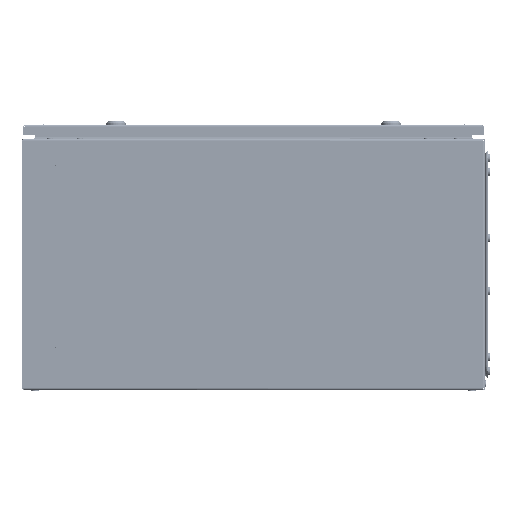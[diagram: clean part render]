
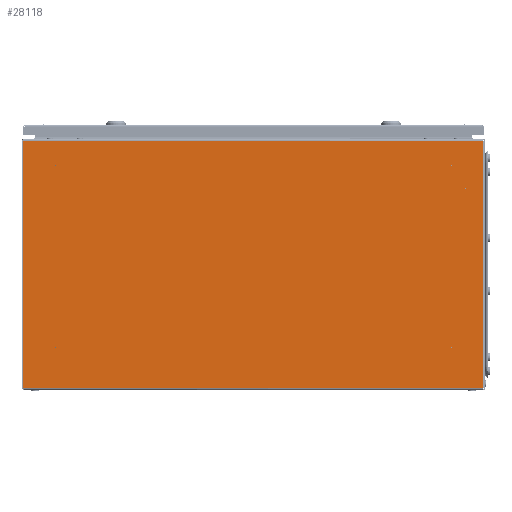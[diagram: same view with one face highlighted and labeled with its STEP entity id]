
A CAD part, left-side view. The second image highlights one B-rep face of the part: STEP entity #28118.
In plain terms, the highlighted planar face has unit normal (-1, 0, 0).
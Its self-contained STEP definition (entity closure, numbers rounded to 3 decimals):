
#2098 = CARTESIAN_POINT ( 'NONE',  ( -250., 348.246, 3.4 ) ) ;
#2445 = ORIENTED_EDGE ( 'NONE', *, *, #55215, .F. ) ;
#2760 = EDGE_LOOP ( 'NONE', ( #108250, #2445 ) ) ;
#3422 = AXIS2_PLACEMENT_3D ( 'NONE', #65398, #73937, #14422 ) ;
#5220 = EDGE_CURVE ( 'NONE', #98061, #58399, #76206, .T. ) ;
#5956 = ORIENTED_EDGE ( 'NONE', *, *, #52434, .F. ) ;
#6484 = DIRECTION ( 'NONE',  ( 0., 1., 0. ) ) ;
#6707 = FACE_BOUND ( 'NONE', #110142, .T. ) ;
#6784 = CARTESIAN_POINT ( 'NONE',  ( -250., -299., 63.717 ) ) ;
#8102 = FACE_OUTER_BOUND ( 'NONE', #78592, .T. ) ;
#8192 = CARTESIAN_POINT ( 'NONE',  ( -250., -320., 305. ) ) ;
#9498 = VERTEX_POINT ( 'NONE', #97763 ) ;
#10185 = VERTEX_POINT ( 'NONE', #2098 ) ;
#12582 = AXIS2_PLACEMENT_3D ( 'NONE', #27848, #87816, #95324 ) ;
#12901 = EDGE_CURVE ( 'NONE', #68588, #10185, #38387, .T. ) ;
#13251 = AXIS2_PLACEMENT_3D ( 'NONE', #22849, #31796, #108540 ) ;
#13426 = FACE_BOUND ( 'NONE', #2760, .T. ) ;
#14422 = DIRECTION ( 'NONE',  ( 0., 1., 0. ) ) ;
#17109 = EDGE_CURVE ( 'NONE', #9498, #69754, #40637, .T. ) ;
#19999 = DIRECTION ( 'NONE',  ( -1., 0., 0. ) ) ;
#20350 = DIRECTION ( 'NONE',  ( 0., 1., 0. ) ) ;
#20856 = CIRCLE ( 'NONE', #80556, 0.883 ) ;
#22829 = EDGE_CURVE ( 'NONE', #10185, #98673, #101179, .T. ) ;
#22849 = CARTESIAN_POINT ( 'NONE',  ( -250., -350., 376.6 ) ) ;
#23006 = CIRCLE ( 'NONE', #48642, 0.883 ) ;
#23677 = CARTESIAN_POINT ( 'NONE',  ( -250., 299., 340.483 ) ) ;
#23709 = VECTOR ( 'NONE', #74454, 1000. ) ;
#24685 = DIRECTION ( 'NONE',  ( -1., 0., 0. ) ) ;
#25056 = DIRECTION ( 'NONE',  ( 0., 1., 0. ) ) ;
#25460 = DIRECTION ( 'NONE',  ( 0., 1., 0. ) ) ;
#26326 = ORIENTED_EDGE ( 'NONE', *, *, #50375, .F. ) ;
#26776 = DIRECTION ( 'NONE',  ( -1., 0., 0. ) ) ;
#27058 = CARTESIAN_POINT ( 'NONE',  ( -250., -299., 65.483 ) ) ;
#27363 = ORIENTED_EDGE ( 'NONE', *, *, #45997, .F. ) ;
#27848 = CARTESIAN_POINT ( 'NONE',  ( -250., -299., 64.6 ) ) ;
#28118 = ADVANCED_FACE ( 'NONE', ( #59945, #33309, #6707, #13426, #71906, #8102 ), #99999, .F. ) ;
#28512 = EDGE_CURVE ( 'NONE', #58399, #98061, #85282, .T. ) ;
#28610 = EDGE_CURVE ( 'NONE', #69886, #98673, #52944, .T. ) ;
#29518 = EDGE_CURVE ( 'NONE', #53175, #91237, #32335, .T. ) ;
#31796 = DIRECTION ( 'NONE',  ( 1., 0., 0. ) ) ;
#32241 = CARTESIAN_POINT ( 'NONE',  ( -250., 348.246, 376.6 ) ) ;
#32335 = CIRCLE ( 'NONE', #12582, 0.883 ) ;
#32451 = CARTESIAN_POINT ( 'NONE',  ( -250., 299., 338.717 ) ) ;
#33309 = FACE_BOUND ( 'NONE', #84179, .T. ) ;
#33547 = AXIS2_PLACEMENT_3D ( 'NONE', #49158, #48407, #6484 ) ;
#35268 = ORIENTED_EDGE ( 'NONE', *, *, #80244, .F. ) ;
#35330 = CARTESIAN_POINT ( 'NONE',  ( -250., 299., 339.6 ) ) ;
#36850 = CARTESIAN_POINT ( 'NONE',  ( -250., 299., 64.6 ) ) ;
#38387 = LINE ( 'NONE', #85090, #103716 ) ;
#39143 = EDGE_LOOP ( 'NONE', ( #35268, #96058 ) ) ;
#40637 = CIRCLE ( 'NONE', #99662, 0.883 ) ;
#40682 = CIRCLE ( 'NONE', #82825, 0.883 ) ;
#41306 = ORIENTED_EDGE ( 'NONE', *, *, #5220, .F. ) ;
#41982 = ORIENTED_EDGE ( 'NONE', *, *, #12901, .F. ) ;
#44170 = CARTESIAN_POINT ( 'NONE',  ( -250., -320., 305. ) ) ;
#45997 = EDGE_CURVE ( 'NONE', #69886, #68588, #87731, .T. ) ;
#46695 = DIRECTION ( 'NONE',  ( 0., 0., 1. ) ) ;
#48407 = DIRECTION ( 'NONE',  ( -1., 0., 0. ) ) ;
#48642 = AXIS2_PLACEMENT_3D ( 'NONE', #36850, #54386, #54760 ) ;
#48711 = VERTEX_POINT ( 'NONE', #32451 ) ;
#48868 = ORIENTED_EDGE ( 'NONE', *, *, #29518, .F. ) ;
#49158 = CARTESIAN_POINT ( 'NONE',  ( -250., -299., 64.6 ) ) ;
#49405 = CARTESIAN_POINT ( 'NONE',  ( -250., -346.6, 394.992 ) ) ;
#50375 = EDGE_CURVE ( 'NONE', #48711, #90187, #20856, .T. ) ;
#52083 = DIRECTION ( 'NONE',  ( 0., 1., 0. ) ) ;
#52434 = EDGE_CURVE ( 'NONE', #91237, #53175, #95168, .T. ) ;
#52944 = LINE ( 'NONE', #99116, #78354 ) ;
#53175 = VERTEX_POINT ( 'NONE', #27058 ) ;
#54386 = DIRECTION ( 'NONE',  ( -1., 0., 0. ) ) ;
#54760 = DIRECTION ( 'NONE',  ( 0., 1., 0. ) ) ;
#55215 = EDGE_CURVE ( 'NONE', #105750, #68066, #23006, .T. ) ;
#57164 = ORIENTED_EDGE ( 'NONE', *, *, #28610, .T. ) ;
#57863 = CARTESIAN_POINT ( 'NONE',  ( -250., 299., 339.6 ) ) ;
#58399 = VERTEX_POINT ( 'NONE', #73287 ) ;
#59945 = FACE_BOUND ( 'NONE', #39143, .T. ) ;
#61699 = CARTESIAN_POINT ( 'NONE',  ( -250., 299., 64.6 ) ) ;
#63097 = AXIS2_PLACEMENT_3D ( 'NONE', #73756, #99857, #74121 ) ;
#65398 = CARTESIAN_POINT ( 'NONE',  ( -250., -299., 339.6 ) ) ;
#66539 = ORIENTED_EDGE ( 'NONE', *, *, #75683, .F. ) ;
#68066 = VERTEX_POINT ( 'NONE', #88705 ) ;
#68284 = CARTESIAN_POINT ( 'NONE',  ( -250., -346.6, 376.6 ) ) ;
#68588 = VERTEX_POINT ( 'NONE', #107934 ) ;
#69754 = VERTEX_POINT ( 'NONE', #84277 ) ;
#69886 = VERTEX_POINT ( 'NONE', #68284 ) ;
#71906 = FACE_BOUND ( 'NONE', #79478, .T. ) ;
#73287 = CARTESIAN_POINT ( 'NONE',  ( -250., -299., 338.717 ) ) ;
#73431 = CIRCLE ( 'NONE', #76086, 0.883 ) ;
#73756 = CARTESIAN_POINT ( 'NONE',  ( -250., -299., 339.6 ) ) ;
#73937 = DIRECTION ( 'NONE',  ( -1., 0., 0. ) ) ;
#74121 = DIRECTION ( 'NONE',  ( 0., 1., 0. ) ) ;
#74454 = DIRECTION ( 'NONE',  ( 0., 0., -1. ) ) ;
#75051 = CARTESIAN_POINT ( 'NONE',  ( -250., 299., 63.717 ) ) ;
#75321 = AXIS2_PLACEMENT_3D ( 'NONE', #61699, #19999, #20350 ) ;
#75683 = EDGE_CURVE ( 'NONE', #90187, #48711, #73431, .T. ) ;
#75810 = VECTOR ( 'NONE', #46695, 1000. ) ;
#76086 = AXIS2_PLACEMENT_3D ( 'NONE', #35330, #78229, #52083 ) ;
#76206 = CIRCLE ( 'NONE', #3422, 0.883 ) ;
#77374 = DIRECTION ( 'NONE',  ( -1., 0., 0. ) ) ;
#78229 = DIRECTION ( 'NONE',  ( -1., 0., 0. ) ) ;
#78354 = VECTOR ( 'NONE', #107678, 1000. ) ;
#78592 = EDGE_LOOP ( 'NONE', ( #41982, #27363, #57164, #98497 ) ) ;
#79478 = EDGE_LOOP ( 'NONE', ( #66539, #26326 ) ) ;
#80244 = EDGE_CURVE ( 'NONE', #69754, #9498, #40682, .T. ) ;
#80556 = AXIS2_PLACEMENT_3D ( 'NONE', #57863, #24685, #25056 ) ;
#82825 = AXIS2_PLACEMENT_3D ( 'NONE', #44170, #26776, #86394 ) ;
#84179 = EDGE_LOOP ( 'NONE', ( #48868, #5956 ) ) ;
#84277 = CARTESIAN_POINT ( 'NONE',  ( -250., -319.117, 305. ) ) ;
#84343 = CIRCLE ( 'NONE', #75321, 0.883 ) ;
#84462 = DIRECTION ( 'NONE',  ( 0., 1., 0. ) ) ;
#85090 = CARTESIAN_POINT ( 'NONE',  ( -250., -350., 3.4 ) ) ;
#85282 = CIRCLE ( 'NONE', #63097, 0.883 ) ;
#86394 = DIRECTION ( 'NONE',  ( 0., 1., 0. ) ) ;
#87731 = LINE ( 'NONE', #49405, #23709 ) ;
#87816 = DIRECTION ( 'NONE',  ( -1., 0., 0. ) ) ;
#88541 = CARTESIAN_POINT ( 'NONE',  ( -250., 348.246, 376.6 ) ) ;
#88705 = CARTESIAN_POINT ( 'NONE',  ( -250., 299., 65.483 ) ) ;
#90187 = VERTEX_POINT ( 'NONE', #23677 ) ;
#91237 = VERTEX_POINT ( 'NONE', #6784 ) ;
#95168 = CIRCLE ( 'NONE', #33547, 0.883 ) ;
#95324 = DIRECTION ( 'NONE',  ( 0., 1., 0. ) ) ;
#96058 = ORIENTED_EDGE ( 'NONE', *, *, #17109, .F. ) ;
#96172 = CARTESIAN_POINT ( 'NONE',  ( -250., -299., 340.483 ) ) ;
#97763 = CARTESIAN_POINT ( 'NONE',  ( -250., -320.883, 305. ) ) ;
#98061 = VERTEX_POINT ( 'NONE', #96172 ) ;
#98497 = ORIENTED_EDGE ( 'NONE', *, *, #22829, .F. ) ;
#98673 = VERTEX_POINT ( 'NONE', #32241 ) ;
#99116 = CARTESIAN_POINT ( 'NONE',  ( -250., -350., 376.6 ) ) ;
#99662 = AXIS2_PLACEMENT_3D ( 'NONE', #8192, #77374, #84462 ) ;
#99857 = DIRECTION ( 'NONE',  ( -1., 0., 0. ) ) ;
#99999 = PLANE ( 'NONE',  #13251 ) ;
#101179 = LINE ( 'NONE', #88541, #75810 ) ;
#102268 = EDGE_CURVE ( 'NONE', #68066, #105750, #84343, .T. ) ;
#102945 = ORIENTED_EDGE ( 'NONE', *, *, #28512, .F. ) ;
#103716 = VECTOR ( 'NONE', #25460, 1000. ) ;
#105750 = VERTEX_POINT ( 'NONE', #75051 ) ;
#107678 = DIRECTION ( 'NONE',  ( 0., 1., 0. ) ) ;
#107934 = CARTESIAN_POINT ( 'NONE',  ( -250., -346.6, 3.4 ) ) ;
#108250 = ORIENTED_EDGE ( 'NONE', *, *, #102268, .F. ) ;
#108540 = DIRECTION ( 'NONE',  ( 0., 1., 0. ) ) ;
#110142 = EDGE_LOOP ( 'NONE', ( #41306, #102945 ) ) ;
